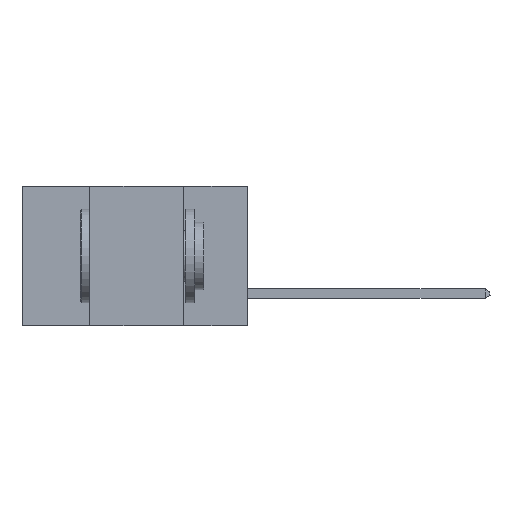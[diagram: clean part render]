
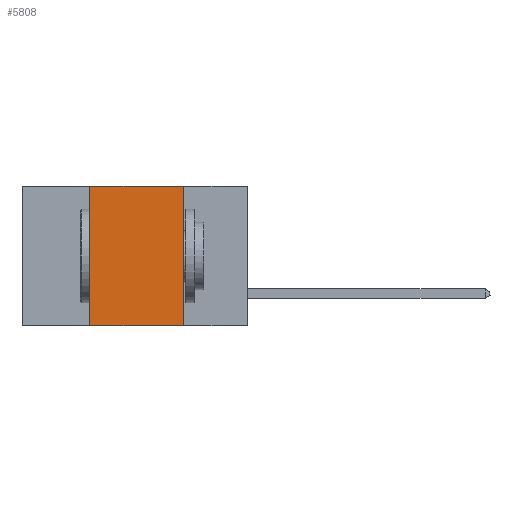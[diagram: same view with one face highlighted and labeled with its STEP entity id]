
A CAD part, left-side view. The second image highlights one B-rep face of the part: STEP entity #5808.
In plain terms, the highlighted planar face has unit normal (-1, 0, 0).
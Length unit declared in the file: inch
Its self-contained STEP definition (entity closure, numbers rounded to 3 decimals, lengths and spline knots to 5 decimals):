
#1046 = EDGE_CURVE ( 'NONE', #1287, #2083, #1882, .T. ) ;
#1287 = VERTEX_POINT ( 'NONE', #9441 ) ;
#1385 = CARTESIAN_POINT ( 'NONE',  ( 0., 0.6, -0.37 ) ) ;
#1796 = PLANE ( 'NONE',  #9701 ) ;
#1882 = LINE ( 'NONE', #10150, #2952 ) ;
#2083 = VERTEX_POINT ( 'NONE', #2946 ) ;
#2095 = VECTOR ( 'NONE', #6160, 39.37008 ) ;
#2191 = ORIENTED_EDGE ( 'NONE', *, *, #10334, .F. ) ;
#2618 = EDGE_CURVE ( 'NONE', #5718, #1287, #2916, .T. ) ;
#2744 = DIRECTION ( 'NONE',  ( 0., 0., -1. ) ) ;
#2916 = LINE ( 'NONE', #7987, #8917 ) ;
#2946 = CARTESIAN_POINT ( 'NONE',  ( 0., 0.17, -0.37 ) ) ;
#2952 = VECTOR ( 'NONE', #2744, 39.37008 ) ;
#4214 = VERTEX_POINT ( 'NONE', #6755 ) ;
#4332 = DIRECTION ( 'NONE',  ( 1., 0., 0. ) ) ;
#4521 = LINE ( 'NONE', #1385, #2095 ) ;
#4615 = DIRECTION ( 'NONE',  ( 0., -1., 0. ) ) ;
#4806 = DIRECTION ( 'NONE',  ( 0., 0., 1. ) ) ;
#5718 = VERTEX_POINT ( 'NONE', #7485 ) ;
#5782 = ORIENTED_EDGE ( 'NONE', *, *, #10010, .T. ) ;
#5808 = ADVANCED_FACE ( 'NONE', ( #7961 ), #1796, .F. ) ;
#5935 = CARTESIAN_POINT ( 'NONE',  ( 0., 0.6, 0. ) ) ;
#6113 = EDGE_LOOP ( 'NONE', ( #9395, #9115, #2191, #5782 ) ) ;
#6160 = DIRECTION ( 'NONE',  ( 0., -1., 0. ) ) ;
#6190 = VECTOR ( 'NONE', #4806, 39.37008 ) ;
#6755 = CARTESIAN_POINT ( 'NONE',  ( 0., 0.42, -0.37 ) ) ;
#7485 = CARTESIAN_POINT ( 'NONE',  ( 0., 0.42, 0. ) ) ;
#7961 = FACE_OUTER_BOUND ( 'NONE', #6113, .T. ) ;
#7987 = CARTESIAN_POINT ( 'NONE',  ( 0., 0.6, 0. ) ) ;
#8458 = DIRECTION ( 'NONE',  ( 0., 0., -1. ) ) ;
#8917 = VECTOR ( 'NONE', #4615, 39.37008 ) ;
#9115 = ORIENTED_EDGE ( 'NONE', *, *, #2618, .F. ) ;
#9395 = ORIENTED_EDGE ( 'NONE', *, *, #1046, .F. ) ;
#9441 = CARTESIAN_POINT ( 'NONE',  ( 0., 0.17, 0. ) ) ;
#9701 = AXIS2_PLACEMENT_3D ( 'NONE', #5935, #4332, #8458 ) ;
#9874 = LINE ( 'NONE', #10294, #6190 ) ;
#10010 = EDGE_CURVE ( 'NONE', #4214, #2083, #4521, .T. ) ;
#10150 = CARTESIAN_POINT ( 'NONE',  ( 0., 0.17, 0. ) ) ;
#10294 = CARTESIAN_POINT ( 'NONE',  ( 0., 0.42, 0. ) ) ;
#10334 = EDGE_CURVE ( 'NONE', #4214, #5718, #9874, .T. ) ;
